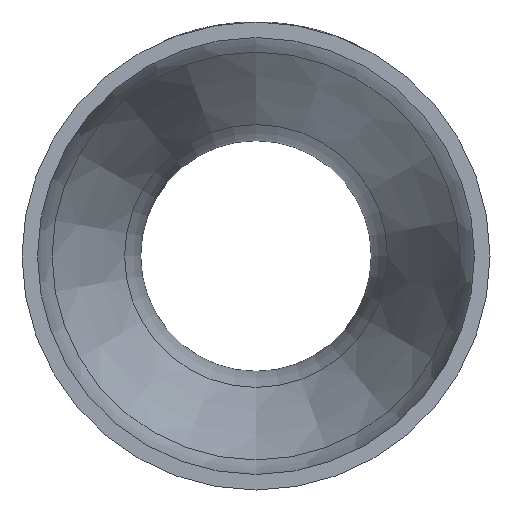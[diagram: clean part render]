
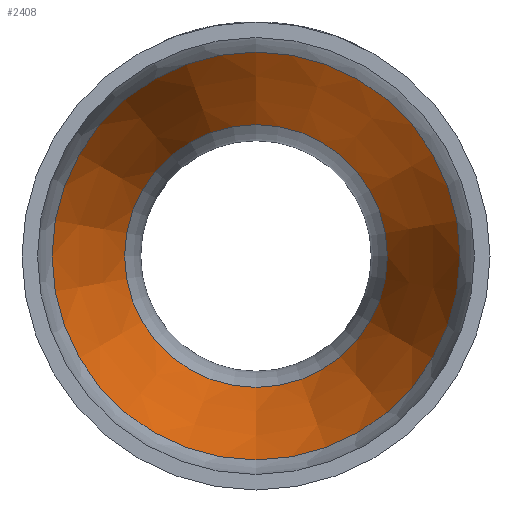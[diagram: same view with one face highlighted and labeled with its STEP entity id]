
A CAD part, front view. The second image highlights one B-rep face of the part: STEP entity #2408.
In plain terms, the highlighted conical face has half-angle 18.579 degrees and reference radius 26.274 mm.
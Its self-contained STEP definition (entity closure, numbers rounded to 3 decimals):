
#697 = CARTESIAN_POINT ( 'NONE',  ( 0., 23.47, 0. ) ) ;
#1249 = DIRECTION ( 'NONE',  ( 0., -1., 0. ) ) ;
#1313 = FACE_OUTER_BOUND ( 'NONE', #8403, .T. ) ;
#2272 = DIRECTION ( 'NONE',  ( 0., -1., 0. ) ) ;
#2408 = ADVANCED_FACE ( 'NONE', ( #5834, #1313 ), #12535, .F. ) ;
#2730 = AXIS2_PLACEMENT_3D ( 'NONE', #697, #6417, #11905 ) ;
#3848 = DIRECTION ( 'NONE',  ( 0., 0., -1. ) ) ;
#3961 = CARTESIAN_POINT ( 'NONE',  ( 0., 51.256, -16.934 ) ) ;
#4802 = CARTESIAN_POINT ( 'NONE',  ( 0., 23.47, 0. ) ) ;
#5035 = VERTEX_POINT ( 'NONE', #3961 ) ;
#5401 = CARTESIAN_POINT ( 'NONE',  ( 0., 51.256, 0. ) ) ;
#5834 = FACE_BOUND ( 'NONE', #10158, .T. ) ;
#6417 = DIRECTION ( 'NONE',  ( 0., -1., 0. ) ) ;
#6578 = EDGE_CURVE ( 'NONE', #9141, #9141, #14863, .T. ) ;
#7810 = DIRECTION ( 'NONE',  ( 0., 0., -1. ) ) ;
#7956 = CIRCLE ( 'NONE', #14956, 16.934 ) ;
#8367 = ORIENTED_EDGE ( 'NONE', *, *, #11773, .F. ) ;
#8403 = EDGE_LOOP ( 'NONE', ( #14308 ) ) ;
#8675 = AXIS2_PLACEMENT_3D ( 'NONE', #4802, #2272, #7810 ) ;
#9141 = VERTEX_POINT ( 'NONE', #13797 ) ;
#10158 = EDGE_LOOP ( 'NONE', ( #8367 ) ) ;
#11773 = EDGE_CURVE ( 'NONE', #5035, #5035, #7956, .T. ) ;
#11905 = DIRECTION ( 'NONE',  ( 0., 0., -1. ) ) ;
#12535 = CONICAL_SURFACE ( 'NONE', #8675, 26.274, 0.324 ) ;
#13797 = CARTESIAN_POINT ( 'NONE',  ( 0., 23.47, -26.274 ) ) ;
#14308 = ORIENTED_EDGE ( 'NONE', *, *, #6578, .T. ) ;
#14863 = CIRCLE ( 'NONE', #2730, 26.274 ) ;
#14956 = AXIS2_PLACEMENT_3D ( 'NONE', #5401, #1249, #3848 ) ;
